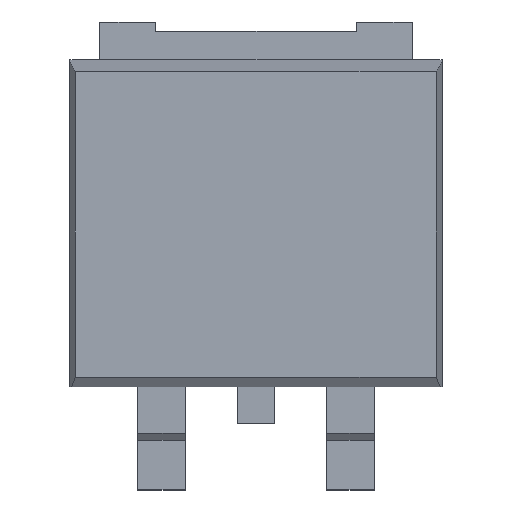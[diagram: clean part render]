
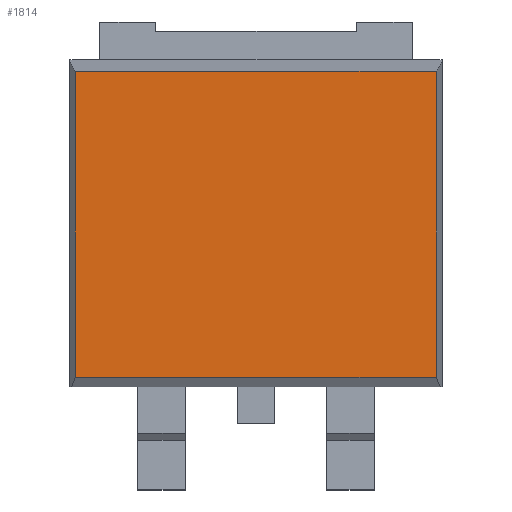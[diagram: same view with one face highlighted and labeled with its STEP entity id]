
A CAD part, top view. The second image highlights one B-rep face of the part: STEP entity #1814.
In plain terms, the highlighted planar face has unit normal (0, 0, 1).
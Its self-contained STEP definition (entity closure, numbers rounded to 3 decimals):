
#4 = CARTESIAN_POINT ( 'NONE',  ( 4.886, -5.286, 1.7 ) ) ;
#57 = DIRECTION ( 'NONE',  ( 0., -1., 0. ) ) ;
#202 = CARTESIAN_POINT ( 'NONE',  ( 4.728, -5.286, 1.7 ) ) ;
#242 = CARTESIAN_POINT ( 'NONE',  ( 4.886, 2.938, 1.7 ) ) ;
#247 = EDGE_LOOP ( 'NONE', ( #440, #912, #973, #630 ) ) ;
#265 = FACE_OUTER_BOUND ( 'NONE', #247, .T. ) ;
#282 = LINE ( 'NONE', #4, #1075 ) ;
#422 = DIRECTION ( 'NONE',  ( 0., 1., 0. ) ) ;
#440 = ORIENTED_EDGE ( 'NONE', *, *, #1215, .F. ) ;
#478 = DIRECTION ( 'NONE',  ( -1., 0., 0. ) ) ;
#563 = DIRECTION ( 'NONE',  ( 0., 0., -1. ) ) ;
#630 = ORIENTED_EDGE ( 'NONE', *, *, #642, .F. ) ;
#637 = CARTESIAN_POINT ( 'NONE',  ( 4.886, 2.938, 1.7 ) ) ;
#642 = EDGE_CURVE ( 'NONE', #964, #782, #282, .T. ) ;
#710 = VERTEX_POINT ( 'NONE', #1234 ) ;
#727 = CARTESIAN_POINT ( 'NONE',  ( -4.969, 2.938, 1.7 ) ) ;
#782 = VERTEX_POINT ( 'NONE', #878 ) ;
#878 = CARTESIAN_POINT ( 'NONE',  ( -4.969, -5.286, 1.7 ) ) ;
#912 = ORIENTED_EDGE ( 'NONE', *, *, #1107, .T. ) ;
#938 = AXIS2_PLACEMENT_3D ( 'NONE', #242, #563, #1978 ) ;
#964 = VERTEX_POINT ( 'NONE', #202 ) ;
#973 = ORIENTED_EDGE ( 'NONE', *, *, #1835, .F. ) ;
#1024 = LINE ( 'NONE', #637, #1846 ) ;
#1049 = CARTESIAN_POINT ( 'NONE',  ( 4.728, 2.938, 1.7 ) ) ;
#1075 = VECTOR ( 'NONE', #1415, 1000. ) ;
#1107 = EDGE_CURVE ( 'NONE', #1685, #710, #1024, .T. ) ;
#1171 = VECTOR ( 'NONE', #57, 1000. ) ;
#1184 = VECTOR ( 'NONE', #422, 1000. ) ;
#1215 = EDGE_CURVE ( 'NONE', #1685, #964, #1587, .T. ) ;
#1234 = CARTESIAN_POINT ( 'NONE',  ( -4.969, 2.938, 1.7 ) ) ;
#1415 = DIRECTION ( 'NONE',  ( -1., 0., 0. ) ) ;
#1464 = PLANE ( 'NONE',  #938 ) ;
#1587 = LINE ( 'NONE', #1627, #1171 ) ;
#1598 = LINE ( 'NONE', #727, #1184 ) ;
#1627 = CARTESIAN_POINT ( 'NONE',  ( 4.728, 2.938, 1.7 ) ) ;
#1685 = VERTEX_POINT ( 'NONE', #1049 ) ;
#1814 = ADVANCED_FACE ( 'NONE', ( #265 ), #1464, .F. ) ;
#1835 = EDGE_CURVE ( 'NONE', #782, #710, #1598, .T. ) ;
#1846 = VECTOR ( 'NONE', #478, 1000. ) ;
#1978 = DIRECTION ( 'NONE',  ( 0., 1., 0. ) ) ;
